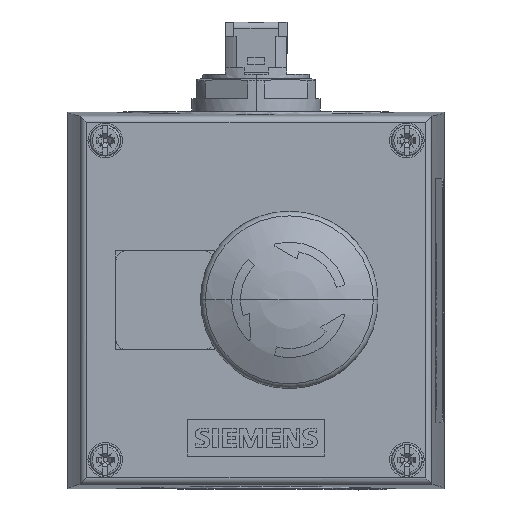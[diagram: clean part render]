
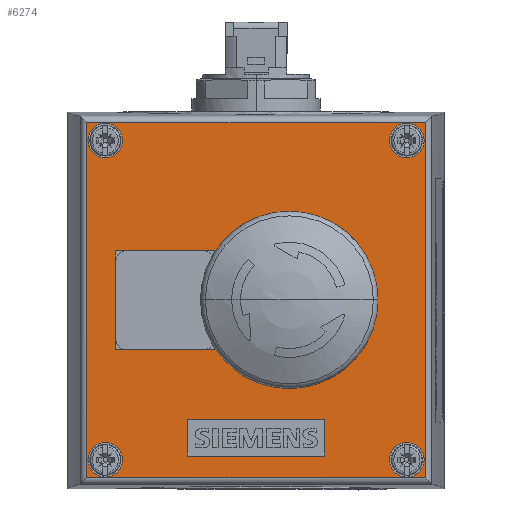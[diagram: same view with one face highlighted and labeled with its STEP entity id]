
A CAD part, top view. The second image highlights one B-rep face of the part: STEP entity #6274.
In plain terms, the highlighted planar face has unit normal (0, 0, 1).
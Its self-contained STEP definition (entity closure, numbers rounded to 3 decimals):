
#6274=ADVANCED_FACE('',(#13534,#13535,#13536,#13537,#13538,#13539,#13540,#13541),#13542,.T.);
#13534=FACE_OUTER_BOUND('',#21446,.T.);
#13535=FACE_BOUND('',#21447,.T.);
#13536=FACE_BOUND('',#21448,.T.);
#13537=FACE_BOUND('',#21449,.T.);
#13538=FACE_BOUND('',#21450,.T.);
#13539=FACE_BOUND('',#21451,.T.);
#13540=FACE_BOUND('',#21452,.T.);
#13541=FACE_BOUND('',#21453,.T.);
#13542=PLANE('',#21454);
#21446=EDGE_LOOP('',(#44959,#44960,#44961,#44962));
#21447=EDGE_LOOP('',(#44963,#44964));
#21448=EDGE_LOOP('',(#44965,#44966));
#21449=EDGE_LOOP('',(#44967,#44968));
#21450=EDGE_LOOP('',(#44969,#44970));
#21451=EDGE_LOOP('',(#44971,#44972,#44973,#44974));
#21452=EDGE_LOOP('',(#44975,#44976,#44977,#44978));
#21453=EDGE_LOOP('',(#44979,#44980));
#21454=AXIS2_PLACEMENT_3D('',#44981,#44982,#44983);
#44959=ORIENTED_EDGE('',*,*,#51905,.T.);
#44960=ORIENTED_EDGE('',*,*,#51901,.F.);
#44961=ORIENTED_EDGE('',*,*,#51908,.F.);
#44962=ORIENTED_EDGE('',*,*,#51909,.F.);
#44963=ORIENTED_EDGE('',*,*,#47797,.T.);
#44964=ORIENTED_EDGE('',*,*,#51472,.T.);
#44965=ORIENTED_EDGE('',*,*,#47792,.T.);
#44966=ORIENTED_EDGE('',*,*,#51476,.T.);
#44967=ORIENTED_EDGE('',*,*,#47787,.T.);
#44968=ORIENTED_EDGE('',*,*,#51480,.T.);
#44969=ORIENTED_EDGE('',*,*,#47782,.T.);
#44970=ORIENTED_EDGE('',*,*,#51484,.T.);
#44971=ORIENTED_EDGE('',*,*,#51865,.T.);
#44972=ORIENTED_EDGE('',*,*,#51874,.T.);
#44973=ORIENTED_EDGE('',*,*,#51871,.T.);
#44974=ORIENTED_EDGE('',*,*,#51868,.T.);
#44975=ORIENTED_EDGE('',*,*,#48475,.T.);
#44976=ORIENTED_EDGE('',*,*,#48479,.T.);
#44977=ORIENTED_EDGE('',*,*,#48483,.T.);
#44978=ORIENTED_EDGE('',*,*,#51895,.T.);
#44979=ORIENTED_EDGE('',*,*,#47777,.T.);
#44980=ORIENTED_EDGE('',*,*,#51897,.T.);
#44981=CARTESIAN_POINT('',(42.537,85.2,64.0));
#44982=DIRECTION('',(0.0,0.0,1.0));
#44983=DIRECTION('',(1.0,0.0,0.0));
#47777=EDGE_CURVE('',#54491,#54495,#54497,.T.);
#47782=EDGE_CURVE('',#54500,#54504,#54506,.T.);
#47787=EDGE_CURVE('',#54509,#54513,#54515,.T.);
#47792=EDGE_CURVE('',#54518,#54522,#54524,.T.);
#47797=EDGE_CURVE('',#54527,#54531,#54533,.T.);
#48475=EDGE_CURVE('',#55568,#55572,#55574,.T.);
#48479=EDGE_CURVE('',#55572,#55578,#55580,.T.);
#48483=EDGE_CURVE('',#55578,#55584,#55586,.T.);
#51472=EDGE_CURVE('',#54531,#54527,#59855,.T.);
#51476=EDGE_CURVE('',#54522,#54518,#59859,.T.);
#51480=EDGE_CURVE('',#54513,#54509,#59863,.T.);
#51484=EDGE_CURVE('',#54504,#54500,#59867,.T.);
#51865=EDGE_CURVE('',#60435,#60433,#60436,.T.);
#51868=EDGE_CURVE('',#60439,#60435,#60440,.T.);
#51871=EDGE_CURVE('',#60443,#60439,#60444,.T.);
#51874=EDGE_CURVE('',#60433,#60443,#60447,.T.);
#51895=EDGE_CURVE('',#55584,#55568,#60476,.T.);
#51897=EDGE_CURVE('',#54495,#54491,#60478,.T.);
#51901=EDGE_CURVE('',#60482,#60484,#60485,.T.);
#51905=EDGE_CURVE('',#60489,#60484,#60490,.T.);
#51908=EDGE_CURVE('',#60493,#60482,#60494,.T.);
#51909=EDGE_CURVE('',#60489,#60493,#60495,.T.);
#54491=VERTEX_POINT('',#65192);
#54495=VERTEX_POINT('',#65230);
#54497=CIRCLE('',#65233,11.25);
#54500=VERTEX_POINT('',#65236);
#54504=VERTEX_POINT('',#65241);
#54506=CIRCLE('',#65244,3.9);
#54509=VERTEX_POINT('',#65247);
#54513=VERTEX_POINT('',#65252);
#54515=CIRCLE('',#65255,3.9);
#54518=VERTEX_POINT('',#65258);
#54522=VERTEX_POINT('',#65263);
#54524=CIRCLE('',#65266,3.9);
#54527=VERTEX_POINT('',#65269);
#54531=VERTEX_POINT('',#65274);
#54533=CIRCLE('',#65277,3.9);
#55568=VERTEX_POINT('',#66815);
#55572=VERTEX_POINT('',#66821);
#55574=LINE('',#66824,#66825);
#55578=VERTEX_POINT('',#66830);
#55580=LINE('',#66833,#66834);
#55584=VERTEX_POINT('',#66839);
#55586=LINE('',#66842,#66843);
#59855=CIRCLE('',#73650,3.9);
#59859=CIRCLE('',#73654,3.9);
#59863=CIRCLE('',#73658,3.9);
#59867=CIRCLE('',#73662,3.9);
#60433=VERTEX_POINT('',#74437);
#60435=VERTEX_POINT('',#74440);
#60436=LINE('',#74441,#74442);
#60439=VERTEX_POINT('',#74446);
#60440=LINE('',#74447,#74448);
#60443=VERTEX_POINT('',#74452);
#60444=LINE('',#74453,#74454);
#60447=LINE('',#74458,#74459);
#60476=LINE('',#74499,#74500);
#60478=CIRCLE('',#74502,11.25);
#60482=VERTEX_POINT('',#74509);
#60484=VERTEX_POINT('',#74511);
#60485=LINE('',#74512,#74513);
#60489=VERTEX_POINT('',#74517);
#60490=LINE('',#74518,#74519);
#60493=VERTEX_POINT('',#74522);
#60494=LINE('',#74523,#74524);
#60495=LINE('',#74525,#74526);
#65192=CARTESIAN_POINT('',(61.288,42.7,64.0));
#65230=CARTESIAN_POINT('',(38.788,42.7,64.0));
#65233=AXIS2_PLACEMENT_3D('',#76615,#76616,#76617);
#65236=CARTESIAN_POINT('',(12.438,6.7,64.0));
#65241=CARTESIAN_POINT('',(4.638,6.7,64.0));
#65244=AXIS2_PLACEMENT_3D('',#76623,#76624,#76625);
#65247=CARTESIAN_POINT('',(12.438,78.7,64.0));
#65252=CARTESIAN_POINT('',(4.638,78.7,64.0));
#65255=AXIS2_PLACEMENT_3D('',#76631,#76632,#76633);
#65258=CARTESIAN_POINT('',(80.438,6.7,64.0));
#65263=CARTESIAN_POINT('',(72.638,6.7,64.0));
#65266=AXIS2_PLACEMENT_3D('',#76639,#76640,#76641);
#65269=CARTESIAN_POINT('',(80.438,78.7,64.0));
#65274=CARTESIAN_POINT('',(72.638,78.7,64.0));
#65277=AXIS2_PLACEMENT_3D('',#76647,#76648,#76649);
#66815=CARTESIAN_POINT('',(10.938,53.8,64.0));
#66821=CARTESIAN_POINT('',(33.138,53.8,64.0));
#66824=CARTESIAN_POINT('',(32.287,53.8,64.0));
#66825=VECTOR('',#77423,1.0);
#66830=CARTESIAN_POINT('',(33.138,31.6,64.0));
#66833=CARTESIAN_POINT('',(33.138,63.95,64.0));
#66834=VECTOR('',#77426,1.0);
#66839=CARTESIAN_POINT('',(10.938,31.6,64.0));
#66842=CARTESIAN_POINT('',(32.287,31.6,64.0));
#66843=VECTOR('',#77429,1.0);
#73650=AXIS2_PLACEMENT_3D('',#79667,#79668,#79669);
#73654=AXIS2_PLACEMENT_3D('',#79673,#79674,#79675);
#73658=AXIS2_PLACEMENT_3D('',#79679,#79680,#79681);
#73662=AXIS2_PLACEMENT_3D('',#79685,#79686,#79687);
#74437=CARTESIAN_POINT('',(58.088,7.55,64.0));
#74440=CARTESIAN_POINT('',(58.088,15.85,64.0));
#74441=CARTESIAN_POINT('',(58.088,48.45,64.0));
#74442=VECTOR('',#80105,1.0);
#74446=CARTESIAN_POINT('',(26.988,15.85,64.0));
#74447=CARTESIAN_POINT('',(42.537,15.85,64.0));
#74448=VECTOR('',#80107,1.0);
#74452=CARTESIAN_POINT('',(26.988,7.55,64.0));
#74453=CARTESIAN_POINT('',(26.988,48.45,64.0));
#74454=VECTOR('',#80109,1.0);
#74458=CARTESIAN_POINT('',(42.537,7.55,64.0));
#74459=VECTOR('',#80111,1.0);
#74499=CARTESIAN_POINT('',(10.938,63.95,64.0));
#74500=VECTOR('',#80129,1.0);
#74502=AXIS2_PLACEMENT_3D('',#80130,#80131,#80132);
#74509=CARTESIAN_POINT('',(80.714,2.656,64.0));
#74511=CARTESIAN_POINT('',(4.361,2.656,64.0));
#74512=CARTESIAN_POINT('',(42.537,2.656,64.0));
#74513=VECTOR('',#80136,1.0);
#74517=CARTESIAN_POINT('',(4.361,82.744,64.0));
#74518=CARTESIAN_POINT('',(4.361,85.2,64.0));
#74519=VECTOR('',#80140,1.0);
#74522=CARTESIAN_POINT('',(80.714,82.744,64.0));
#74523=CARTESIAN_POINT('',(80.714,85.2,64.0));
#74524=VECTOR('',#80144,1.0);
#74525=CARTESIAN_POINT('',(42.537,82.744,64.0));
#74526=VECTOR('',#80145,1.0);
#76615=CARTESIAN_POINT('',(50.038,42.7,64.0));
#76616=DIRECTION('',(0.0,0.0,-1.0));
#76617=DIRECTION('',(1.0,0.0,0.0));
#76623=CARTESIAN_POINT('',(8.538,6.7,64.0));
#76624=DIRECTION('',(0.0,0.0,-1.0));
#76625=DIRECTION('',(1.0,0.0,0.0));
#76631=CARTESIAN_POINT('',(8.538,78.7,64.0));
#76632=DIRECTION('',(0.0,0.0,-1.0));
#76633=DIRECTION('',(1.0,0.0,0.0));
#76639=CARTESIAN_POINT('',(76.538,6.7,64.0));
#76640=DIRECTION('',(0.0,0.0,-1.0));
#76641=DIRECTION('',(1.0,0.0,0.0));
#76647=CARTESIAN_POINT('',(76.538,78.7,64.0));
#76648=DIRECTION('',(0.0,0.0,-1.0));
#76649=DIRECTION('',(1.0,0.0,0.0));
#77423=DIRECTION('',(1.0,0.0,0.0));
#77426=DIRECTION('',(0.0,-1.0,0.0));
#77429=DIRECTION('',(-1.0,0.0,0.0));
#79667=CARTESIAN_POINT('',(76.538,78.7,64.0));
#79668=DIRECTION('',(0.0,0.0,-1.0));
#79669=DIRECTION('',(1.0,0.0,0.0));
#79673=CARTESIAN_POINT('',(76.538,6.7,64.0));
#79674=DIRECTION('',(0.0,0.0,-1.0));
#79675=DIRECTION('',(1.0,0.0,0.0));
#79679=CARTESIAN_POINT('',(8.538,78.7,64.0));
#79680=DIRECTION('',(0.0,0.0,-1.0));
#79681=DIRECTION('',(1.0,0.0,0.0));
#79685=CARTESIAN_POINT('',(8.538,6.7,64.0));
#79686=DIRECTION('',(0.0,0.0,-1.0));
#79687=DIRECTION('',(1.0,0.0,0.0));
#80105=DIRECTION('',(0.0,-1.0,0.0));
#80107=DIRECTION('',(1.0,0.0,0.0));
#80109=DIRECTION('',(0.0,1.0,0.0));
#80111=DIRECTION('',(-1.0,0.0,0.0));
#80129=DIRECTION('',(0.0,1.0,0.0));
#80130=CARTESIAN_POINT('',(50.038,42.7,64.0));
#80131=DIRECTION('',(0.0,0.0,-1.0));
#80132=DIRECTION('',(1.0,0.0,0.0));
#80136=DIRECTION('',(-1.0,0.0,0.0));
#80140=DIRECTION('',(0.0,-1.0,0.0));
#80144=DIRECTION('',(0.0,-1.0,0.0));
#80145=DIRECTION('',(1.0,0.0,0.0));
